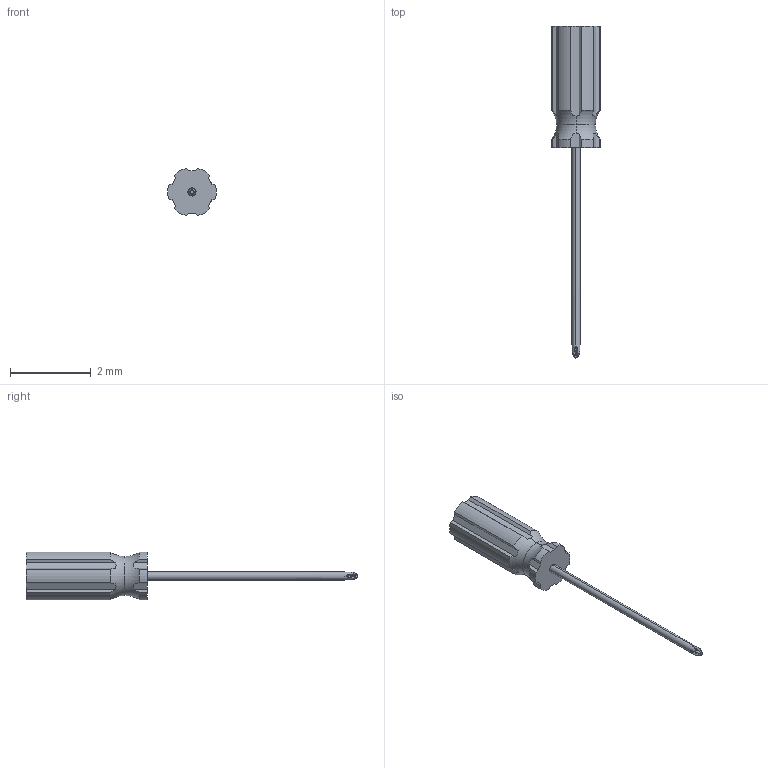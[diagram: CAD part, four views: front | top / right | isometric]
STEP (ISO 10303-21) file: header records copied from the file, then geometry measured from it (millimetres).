
FILE_DESCRIPTION(('produced by SPATIAL CORP'),'2;1');
FILE_NAME( '0.2in_phillipshead_screwdriver.hh.sat.stp','2002-04-12T11:55:23+00:00',('SPATIAL CORP'),('SPATIAL CORP'), 'ACIS STEP Husk','http://www.spatial.com','SPATIAL CORP');
FILE_SCHEMA(('CONFIG_CONTROL_DESIGN'));
Length unit declared in the file: millimetre
Products named in the file (1): PRODUCT_ID_1
Bounding box: 1.2 x 8.2 x 1.17 mm (x, y, z)
Volume: 3.1 mm3; surface area: 17.1 mm2
Topology: 1 solids, 1 shells, 77 faces, 220 edges, 146 vertices
Faces by surface type: plane 39, cone 20, cylinder 14, torus 4
Entity records: 2638 total; most frequent: CARTESIAN_POINT 890, ORIENTED_EDGE 440, DIRECTION 230, EDGE_CURVE 220, VERTEX_POINT 146, VECTOR 82, LINE 82, EDGE_LOOP 78
